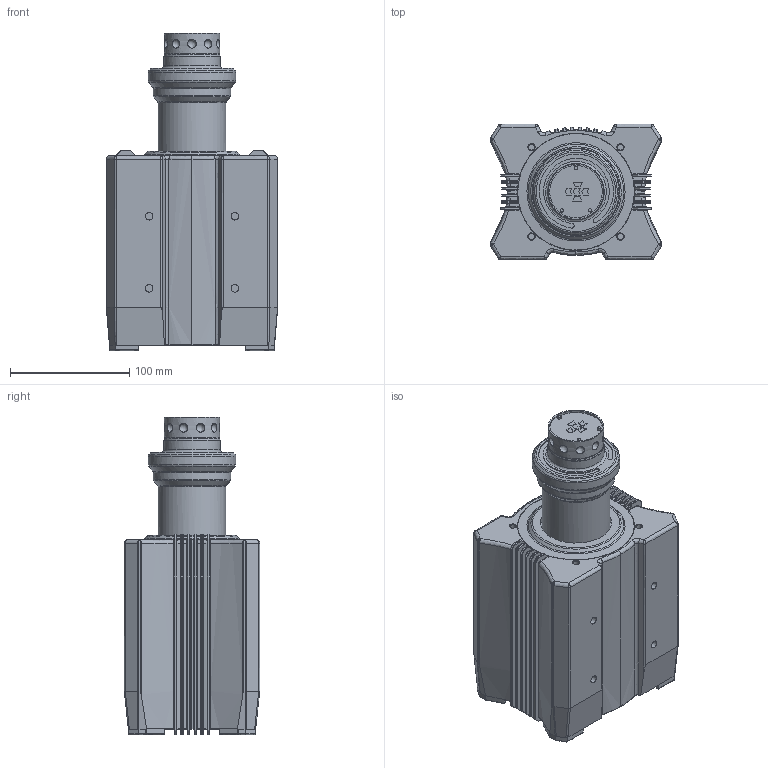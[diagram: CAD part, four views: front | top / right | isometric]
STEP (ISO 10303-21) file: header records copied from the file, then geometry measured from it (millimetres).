
FILE_DESCRIPTION(('FreeCAD Model'),'2;1');
FILE_NAME('Open CASCADE Shape Model','2025-05-04T21:33:16',('FreeCAD'),( 'FreeCAD'),'Open CASCADE STEP processor 7.6','FreeCAD','Unknown');
FILE_SCHEMA(('AUTOMOTIVE_DESIGN { 1 0 10303 214 1 1 1 1 }'));
Products named in the file (1): Open CASCADE STEP translator 7.6 1
Bounding box: 143.9 x 113.65 x 266.53 mm (x, y, z)
Volume: 2514250.2 mm3; surface area: 155923.7 mm2
Topology: 1 solids, 1 shells, 1241 faces, 2933 edges, 1689 vertices
Faces by surface type: bspline 1241
Entity records: 42613 total; most frequent: CARTESIAN_POINT 26047, ORIENTED_EDGE 5786, EDGE_CURVE 2893, B_SPLINE_CURVE_WITH_KNOTS 1830, VERTEX_POINT 1689, FACE_BOUND 1276, EDGE_LOOP 1276, ADVANCED_FACE 1241
